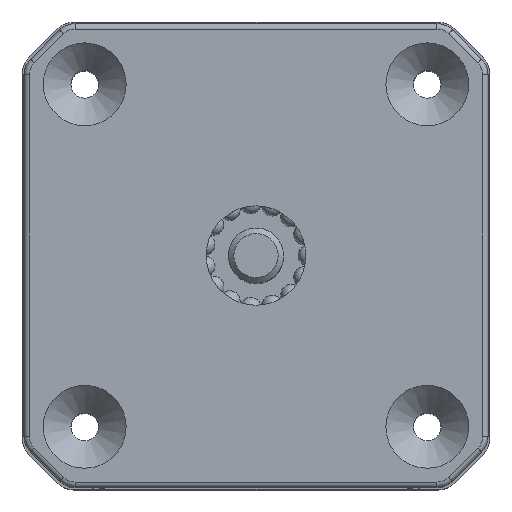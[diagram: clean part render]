
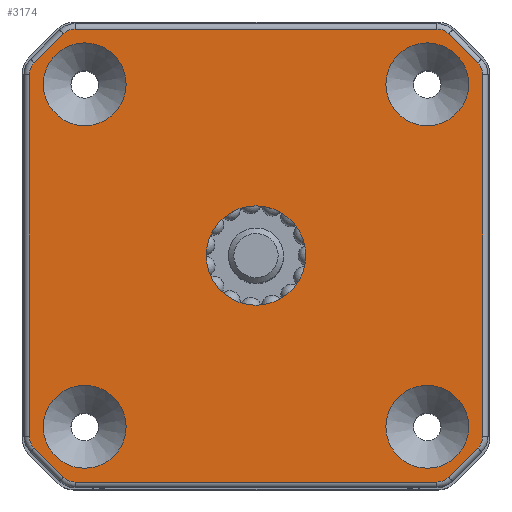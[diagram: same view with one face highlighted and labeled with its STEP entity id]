
A CAD part, top view. The second image highlights one B-rep face of the part: STEP entity #3174.
In plain terms, the highlighted planar face has unit normal (0, 0, 1).
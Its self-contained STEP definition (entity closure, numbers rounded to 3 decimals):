
#33=FACE_BOUND('',#559,.T.);
#34=FACE_BOUND('',#560,.T.);
#35=FACE_BOUND('',#561,.T.);
#36=FACE_BOUND('',#562,.T.);
#37=FACE_BOUND('',#563,.T.);
#271=PLANE('',#3491);
#383=FACE_OUTER_BOUND('',#558,.T.);
#558=EDGE_LOOP('',(#2585,#2586,#2587,#2588,#2589,#2590,#2591,#2592,#2593,
#2594,#2595,#2596,#2597,#2598,#2599,#2600));
#559=EDGE_LOOP('',(#2601));
#560=EDGE_LOOP('',(#2602));
#561=EDGE_LOOP('',(#2603));
#562=EDGE_LOOP('',(#2604));
#563=EDGE_LOOP('',(#2605));
#683=LINE('',#6588,#851);
#686=LINE('',#6595,#854);
#687=LINE('',#6612,#855);
#690=LINE('',#6619,#858);
#691=LINE('',#6636,#859);
#694=LINE('',#6643,#862);
#695=LINE('',#6660,#863);
#698=LINE('',#6667,#866);
#851=VECTOR('',#3974,1000.);
#854=VECTOR('',#3981,1000.);
#855=VECTOR('',#4002,1000.);
#858=VECTOR('',#4009,1000.);
#859=VECTOR('',#4030,1000.);
#862=VECTOR('',#4037,1000.);
#863=VECTOR('',#4058,1000.);
#866=VECTOR('',#4065,1000.);
#1091=CIRCLE('',#3411,1.5);
#1095=CIRCLE('',#3418,1.5);
#1099=CIRCLE('',#3423,1.5);
#1103=CIRCLE('',#3430,1.5);
#1107=CIRCLE('',#3435,1.5);
#1111=CIRCLE('',#3442,1.5);
#1115=CIRCLE('',#3447,1.5);
#1119=CIRCLE('',#3454,1.5);
#1136=CIRCLE('',#3492,3.75);
#1137=CIRCLE('',#3493,3.75);
#1138=CIRCLE('',#3494,3.75);
#1139=CIRCLE('',#3495,3.75);
#1140=CIRCLE('',#3496,4.5);
#1396=VERTEX_POINT('',#6576);
#1399=VERTEX_POINT('',#6581);
#1401=VERTEX_POINT('',#6586);
#1402=VERTEX_POINT('',#6591);
#1405=VERTEX_POINT('',#6598);
#1406=VERTEX_POINT('',#6603);
#1409=VERTEX_POINT('',#6610);
#1410=VERTEX_POINT('',#6615);
#1413=VERTEX_POINT('',#6622);
#1414=VERTEX_POINT('',#6627);
#1417=VERTEX_POINT('',#6634);
#1418=VERTEX_POINT('',#6639);
#1421=VERTEX_POINT('',#6646);
#1422=VERTEX_POINT('',#6651);
#1425=VERTEX_POINT('',#6658);
#1426=VERTEX_POINT('',#6663);
#1460=VERTEX_POINT('',#6776);
#1461=VERTEX_POINT('',#6778);
#1462=VERTEX_POINT('',#6780);
#1463=VERTEX_POINT('',#6782);
#1464=VERTEX_POINT('',#6784);
#1773=EDGE_CURVE('',#1396,#1399,#1091,.T.);
#1775=EDGE_CURVE('',#1399,#1401,#683,.T.);
#1779=EDGE_CURVE('',#1402,#1396,#686,.T.);
#1781=EDGE_CURVE('',#1401,#1405,#1095,.T.);
#1785=EDGE_CURVE('',#1406,#1402,#1099,.T.);
#1787=EDGE_CURVE('',#1405,#1409,#687,.T.);
#1791=EDGE_CURVE('',#1410,#1406,#690,.T.);
#1793=EDGE_CURVE('',#1409,#1413,#1103,.T.);
#1797=EDGE_CURVE('',#1414,#1410,#1107,.T.);
#1799=EDGE_CURVE('',#1413,#1417,#691,.T.);
#1803=EDGE_CURVE('',#1418,#1414,#694,.T.);
#1805=EDGE_CURVE('',#1417,#1421,#1111,.T.);
#1809=EDGE_CURVE('',#1422,#1418,#1115,.T.);
#1811=EDGE_CURVE('',#1421,#1425,#695,.T.);
#1815=EDGE_CURVE('',#1426,#1422,#698,.T.);
#1817=EDGE_CURVE('',#1425,#1426,#1119,.T.);
#1870=EDGE_CURVE('',#1460,#1460,#1136,.T.);
#1871=EDGE_CURVE('',#1461,#1461,#1137,.T.);
#1872=EDGE_CURVE('',#1462,#1462,#1138,.T.);
#1873=EDGE_CURVE('',#1463,#1463,#1139,.T.);
#1874=EDGE_CURVE('',#1464,#1464,#1140,.T.);
#2585=ORIENTED_EDGE('',*,*,#1779,.T.);
#2586=ORIENTED_EDGE('',*,*,#1773,.T.);
#2587=ORIENTED_EDGE('',*,*,#1775,.T.);
#2588=ORIENTED_EDGE('',*,*,#1781,.T.);
#2589=ORIENTED_EDGE('',*,*,#1787,.T.);
#2590=ORIENTED_EDGE('',*,*,#1793,.T.);
#2591=ORIENTED_EDGE('',*,*,#1799,.T.);
#2592=ORIENTED_EDGE('',*,*,#1805,.T.);
#2593=ORIENTED_EDGE('',*,*,#1811,.T.);
#2594=ORIENTED_EDGE('',*,*,#1817,.T.);
#2595=ORIENTED_EDGE('',*,*,#1815,.T.);
#2596=ORIENTED_EDGE('',*,*,#1809,.T.);
#2597=ORIENTED_EDGE('',*,*,#1803,.T.);
#2598=ORIENTED_EDGE('',*,*,#1797,.T.);
#2599=ORIENTED_EDGE('',*,*,#1791,.T.);
#2600=ORIENTED_EDGE('',*,*,#1785,.T.);
#2601=ORIENTED_EDGE('',*,*,#1870,.T.);
#2602=ORIENTED_EDGE('',*,*,#1871,.T.);
#2603=ORIENTED_EDGE('',*,*,#1872,.T.);
#2604=ORIENTED_EDGE('',*,*,#1873,.T.);
#2605=ORIENTED_EDGE('',*,*,#1874,.T.);
#3174=ADVANCED_FACE('',(#383,#33,#34,#35,#36,#37),#271,.F.);
#3411=AXIS2_PLACEMENT_3D('',#6583,#3968,#3969);
#3418=AXIS2_PLACEMENT_3D('',#6600,#3986,#3987);
#3423=AXIS2_PLACEMENT_3D('',#6607,#3996,#3997);
#3430=AXIS2_PLACEMENT_3D('',#6624,#4014,#4015);
#3435=AXIS2_PLACEMENT_3D('',#6631,#4024,#4025);
#3442=AXIS2_PLACEMENT_3D('',#6648,#4042,#4043);
#3447=AXIS2_PLACEMENT_3D('',#6655,#4052,#4053);
#3454=AXIS2_PLACEMENT_3D('',#6670,#4070,#4071);
#3491=AXIS2_PLACEMENT_3D('',#6775,#4180,#4181);
#3492=AXIS2_PLACEMENT_3D('',#6777,#4182,#4183);
#3493=AXIS2_PLACEMENT_3D('',#6779,#4184,#4185);
#3494=AXIS2_PLACEMENT_3D('',#6781,#4186,#4187);
#3495=AXIS2_PLACEMENT_3D('',#6783,#4188,#4189);
#3496=AXIS2_PLACEMENT_3D('',#6785,#4190,#4191);
#3968=DIRECTION('center_axis',(0.,0.,1.));
#3969=DIRECTION('ref_axis',(0.,1.,0.));
#3974=DIRECTION('',(-0.707,-0.707,0.));
#3981=DIRECTION('',(-1.,0.,0.));
#3986=DIRECTION('center_axis',(0.,0.,1.));
#3987=DIRECTION('ref_axis',(0.,1.,0.));
#3996=DIRECTION('center_axis',(0.,0.,1.));
#3997=DIRECTION('ref_axis',(0.,1.,0.));
#4002=DIRECTION('',(0.,-1.,0.));
#4009=DIRECTION('',(-0.707,0.707,0.));
#4014=DIRECTION('center_axis',(0.,0.,1.));
#4015=DIRECTION('ref_axis',(0.,1.,0.));
#4024=DIRECTION('center_axis',(0.,0.,1.));
#4025=DIRECTION('ref_axis',(0.,1.,0.));
#4030=DIRECTION('',(0.707,-0.707,0.));
#4037=DIRECTION('',(0.,1.,0.));
#4042=DIRECTION('center_axis',(0.,0.,1.));
#4043=DIRECTION('ref_axis',(0.,1.,0.));
#4052=DIRECTION('center_axis',(0.,0.,1.));
#4053=DIRECTION('ref_axis',(0.,1.,0.));
#4058=DIRECTION('',(1.,0.,0.));
#4065=DIRECTION('',(0.707,0.707,0.));
#4070=DIRECTION('center_axis',(0.,0.,1.));
#4071=DIRECTION('ref_axis',(0.,1.,0.));
#4180=DIRECTION('center_axis',(0.,0.,-1.));
#4181=DIRECTION('ref_axis',(0.,1.,0.));
#4182=DIRECTION('center_axis',(0.,0.,-1.));
#4183=DIRECTION('ref_axis',(0.,1.,0.));
#4184=DIRECTION('center_axis',(0.,0.,-1.));
#4185=DIRECTION('ref_axis',(0.,1.,0.));
#4186=DIRECTION('center_axis',(0.,0.,-1.));
#4187=DIRECTION('ref_axis',(0.,1.,0.));
#4188=DIRECTION('center_axis',(0.,0.,-1.));
#4189=DIRECTION('ref_axis',(0.,1.,0.));
#4190=DIRECTION('center_axis',(0.,0.,-1.));
#4191=DIRECTION('ref_axis',(0.,1.,0.));
#6576=CARTESIAN_POINT('',(-21.072,5.5,1099.));
#6581=CARTESIAN_POINT('',(-22.132,5.061,1099.));
#6583=CARTESIAN_POINT('Origin',(-21.072,4.,1099.));
#6586=CARTESIAN_POINT('',(-24.761,2.432,1099.));
#6588=CARTESIAN_POINT('',(-23.446,3.746,1099.));
#6591=CARTESIAN_POINT('',(11.672,5.5,1099.));
#6595=CARTESIAN_POINT('',(-4.7,5.5,1099.));
#6598=CARTESIAN_POINT('',(-25.2,1.372,1099.));
#6600=CARTESIAN_POINT('Origin',(-23.7,1.372,1099.));
#6603=CARTESIAN_POINT('',(12.732,5.061,1099.));
#6607=CARTESIAN_POINT('Origin',(11.672,4.,1099.));
#6610=CARTESIAN_POINT('',(-25.2,-31.372,1099.));
#6612=CARTESIAN_POINT('',(-25.2,-31.372,1099.));
#6615=CARTESIAN_POINT('',(15.361,2.432,1099.));
#6619=CARTESIAN_POINT('',(14.046,3.746,1099.));
#6622=CARTESIAN_POINT('',(-24.761,-32.432,1099.));
#6624=CARTESIAN_POINT('Origin',(-23.7,-31.372,1099.));
#6627=CARTESIAN_POINT('',(15.8,1.372,1099.));
#6631=CARTESIAN_POINT('Origin',(14.3,1.372,1099.));
#6634=CARTESIAN_POINT('',(-22.132,-35.061,1099.));
#6636=CARTESIAN_POINT('',(-22.132,-35.061,1099.));
#6639=CARTESIAN_POINT('',(15.8,-31.372,1099.));
#6643=CARTESIAN_POINT('',(15.8,-15.,1099.));
#6646=CARTESIAN_POINT('',(-21.072,-35.5,1099.));
#6648=CARTESIAN_POINT('Origin',(-21.072,-34.,1099.));
#6651=CARTESIAN_POINT('',(15.361,-32.432,1099.));
#6655=CARTESIAN_POINT('Origin',(14.3,-31.372,1099.));
#6658=CARTESIAN_POINT('',(11.672,-35.5,1099.));
#6660=CARTESIAN_POINT('',(11.672,-35.5,1099.));
#6663=CARTESIAN_POINT('',(12.732,-35.061,1099.));
#6667=CARTESIAN_POINT('',(15.361,-32.432,1099.));
#6670=CARTESIAN_POINT('Origin',(11.672,-34.,1099.));
#6775=CARTESIAN_POINT('Origin',(-4.7,-15.,1099.));
#6776=CARTESIAN_POINT('',(-20.2,-26.75,1099.));
#6777=CARTESIAN_POINT('Origin',(-20.2,-30.5,1099.));
#6778=CARTESIAN_POINT('',(10.8,-26.75,1099.));
#6779=CARTESIAN_POINT('Origin',(10.8,-30.5,1099.));
#6780=CARTESIAN_POINT('',(10.8,4.25,1099.));
#6781=CARTESIAN_POINT('Origin',(10.8,0.5,1099.));
#6782=CARTESIAN_POINT('',(-20.2,4.25,1099.));
#6783=CARTESIAN_POINT('Origin',(-20.2,0.5,1099.));
#6784=CARTESIAN_POINT('',(-4.7,-10.5,1099.));
#6785=CARTESIAN_POINT('Origin',(-4.7,-15.,1099.));
